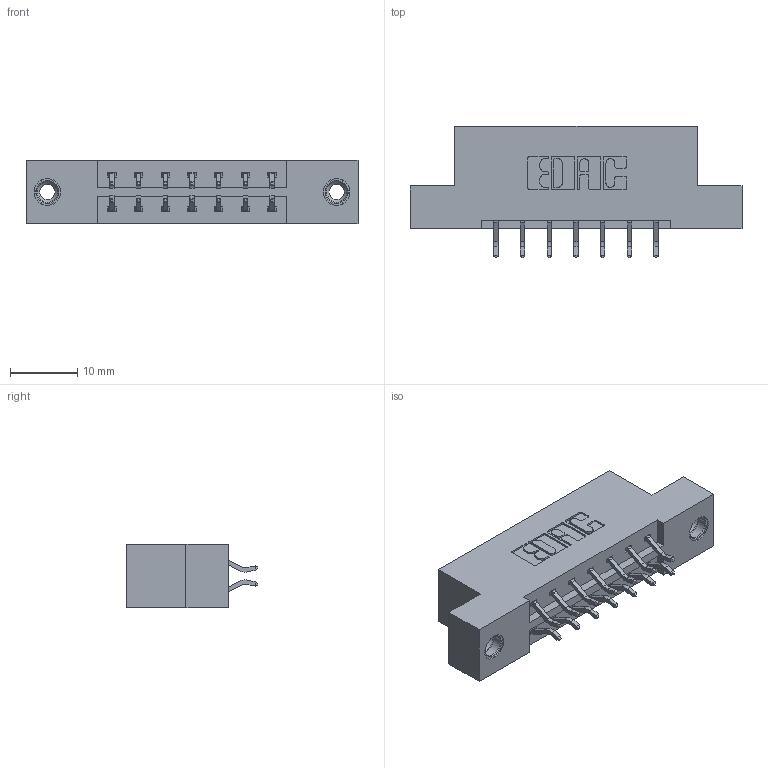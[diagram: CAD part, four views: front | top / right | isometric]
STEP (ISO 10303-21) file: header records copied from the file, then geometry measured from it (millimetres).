
FILE_DESCRIPTION (( 'STEP AP203' ), '1' );
FILE_NAME ('333-014-556-208.STEP', '2018-08-01T02:59:57', ( '' ), ( '' ), 'SwSTEP 2.0', 'SolidWorks 2016', '' );
FILE_SCHEMA (( 'CONFIG_CONTROL_DESIGN' ));
Length unit declared in the file: inch
Products named in the file (4): 333 Part_Flush - .156 Dia - TI; 345-292-001_556 Tail; 345-250-001_345-250-003-102; 333-014-556-208
Assembly tree (17 placements, depth 2):
  333-014-556-208
    333 Part_Flush - .156 Dia - TI
    345-292-001_556 Tail  x14
    345-250-001_345-250-003-102  x2
Bounding box: 49.28 x 19.57 x 9.4 mm (x, y, z)
Volume: 4696.4 mm3; surface area: 5184.2 mm2
Topology: 17 solids, 17 shells, 986 faces, 2869 edges, 1886 vertices
Faces by surface type: plane 662, cylinder 308, cone 12, torus 4
Entity records: 10436 total; most frequent: CARTESIAN_POINT 1769, ORIENTED_EDGE 1686, DIRECTION 1593, EDGE_CURVE 843, VECTOR 687, LINE 687, VERTEX_POINT 556, AXIS2_PLACEMENT_3D 453
